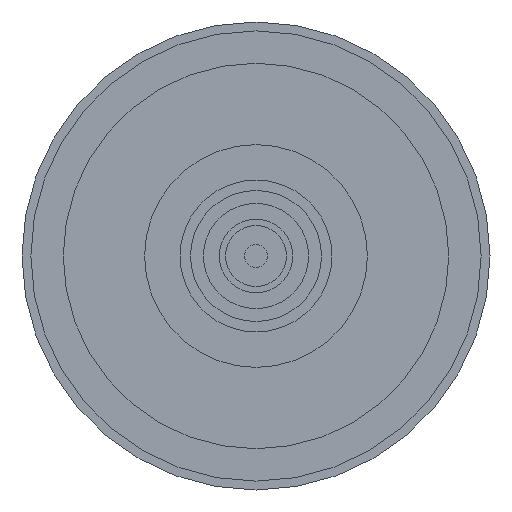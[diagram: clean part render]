
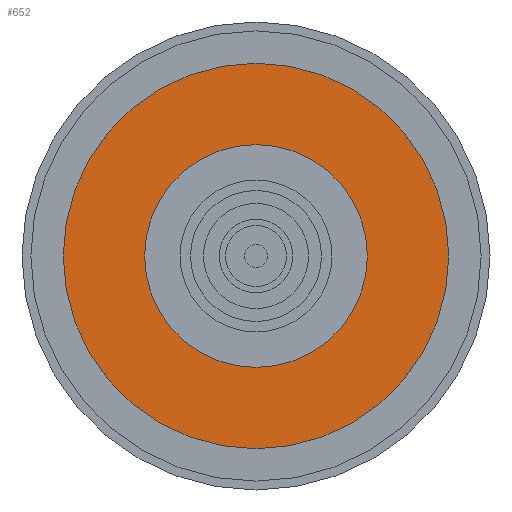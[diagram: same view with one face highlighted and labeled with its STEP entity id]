
A CAD part, left-side view. The second image highlights one B-rep face of the part: STEP entity #652.
In plain terms, the highlighted planar face has unit normal (-1, 0, 0).
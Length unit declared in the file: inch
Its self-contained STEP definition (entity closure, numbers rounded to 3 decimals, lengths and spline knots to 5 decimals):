
#146 = VERTEX_POINT ( 'NONE', #3593 ) ;
#161 = DIRECTION ( 'NONE',  ( 1., 0., 0. ) ) ;
#331 = DIRECTION ( 'NONE',  ( 1., 0., 0. ) ) ;
#333 = DIRECTION ( 'NONE',  ( 1., 0., 0. ) ) ;
#652 = ADVANCED_FACE ( 'NONE', ( #1779, #3282 ), #3454, .F. ) ;
#786 = CARTESIAN_POINT ( 'NONE',  ( 0.04, 0., -0.3245 ) ) ;
#846 = EDGE_LOOP ( 'NONE', ( #1220, #3557 ) ) ;
#891 = CARTESIAN_POINT ( 'NONE',  ( 0.04, 0., 0. ) ) ;
#1148 = VERTEX_POINT ( 'NONE', #786 ) ;
#1220 = ORIENTED_EDGE ( 'NONE', *, *, #1546, .T. ) ;
#1233 = ORIENTED_EDGE ( 'NONE', *, *, #1404, .F. ) ;
#1404 = EDGE_CURVE ( 'NONE', #1148, #146, #1947, .T. ) ;
#1543 = CARTESIAN_POINT ( 'NONE',  ( 0.04, 0., 0. ) ) ;
#1546 = EDGE_CURVE ( 'NONE', #1787, #2087, #2161, .T. ) ;
#1628 = DIRECTION ( 'NONE',  ( 1., 0., 0. ) ) ;
#1741 = ORIENTED_EDGE ( 'NONE', *, *, #3629, .F. ) ;
#1779 = FACE_OUTER_BOUND ( 'NONE', #3437, .T. ) ;
#1787 = VERTEX_POINT ( 'NONE', #3061 ) ;
#1837 = DIRECTION ( 'NONE',  ( 0., 0., -1. ) ) ;
#1847 = AXIS2_PLACEMENT_3D ( 'NONE', #3326, #1628, #3608 ) ;
#1876 = CARTESIAN_POINT ( 'NONE',  ( 0.04, 0., 0. ) ) ;
#1947 = CIRCLE ( 'NONE', #3423, 0.3245 ) ;
#2012 = AXIS2_PLACEMENT_3D ( 'NONE', #1543, #3518, #1837 ) ;
#2036 = CARTESIAN_POINT ( 'NONE',  ( 0.04, 0., 0. ) ) ;
#2087 = VERTEX_POINT ( 'NONE', #3553 ) ;
#2132 = CIRCLE ( 'NONE', #3149, 0.3245 ) ;
#2153 = DIRECTION ( 'NONE',  ( 0., 0., -1. ) ) ;
#2161 = CIRCLE ( 'NONE', #2012, 0.1875 ) ;
#2324 = DIRECTION ( 'NONE',  ( 0., 0., -1. ) ) ;
#2327 = DIRECTION ( 'NONE',  ( 0., 0., -1. ) ) ;
#2728 = CIRCLE ( 'NONE', #1847, 0.1875 ) ;
#2912 = EDGE_CURVE ( 'NONE', #2087, #1787, #2728, .T. ) ;
#3061 = CARTESIAN_POINT ( 'NONE',  ( 0.04, 0., 0.1875 ) ) ;
#3063 = AXIS2_PLACEMENT_3D ( 'NONE', #891, #333, #2327 ) ;
#3149 = AXIS2_PLACEMENT_3D ( 'NONE', #1876, #161, #2153 ) ;
#3282 = FACE_BOUND ( 'NONE', #846, .T. ) ;
#3326 = CARTESIAN_POINT ( 'NONE',  ( 0.04, 0., 0. ) ) ;
#3423 = AXIS2_PLACEMENT_3D ( 'NONE', #2036, #331, #2324 ) ;
#3437 = EDGE_LOOP ( 'NONE', ( #1741, #1233 ) ) ;
#3454 = PLANE ( 'NONE',  #3063 ) ;
#3518 = DIRECTION ( 'NONE',  ( 1., 0., 0. ) ) ;
#3553 = CARTESIAN_POINT ( 'NONE',  ( 0.04, 0., -0.1875 ) ) ;
#3557 = ORIENTED_EDGE ( 'NONE', *, *, #2912, .T. ) ;
#3593 = CARTESIAN_POINT ( 'NONE',  ( 0.04, 0., 0.3245 ) ) ;
#3608 = DIRECTION ( 'NONE',  ( 0., 0., -1. ) ) ;
#3629 = EDGE_CURVE ( 'NONE', #146, #1148, #2132, .T. ) ;
